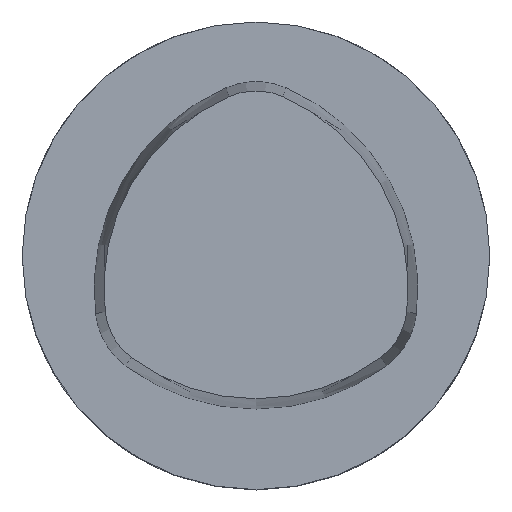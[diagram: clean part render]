
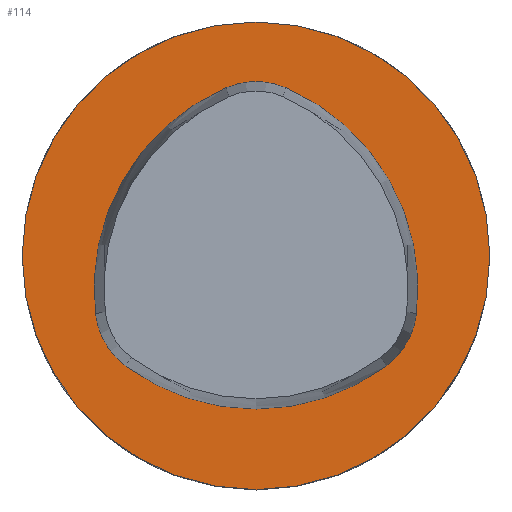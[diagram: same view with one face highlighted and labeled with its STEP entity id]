
A CAD part, top view. The second image highlights one B-rep face of the part: STEP entity #114.
In plain terms, the highlighted planar face has unit normal (0, 0, 1).
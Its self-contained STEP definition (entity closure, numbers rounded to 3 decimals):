
#77=CIRCLE('',#776,25.);
#114=ADVANCED_FACE('',(#189),#158,.T.);
#158=PLANE('',#783);
#189=FACE_OUTER_BOUND('',#236,.T.);
#236=EDGE_LOOP('',(#321));
#321=ORIENTED_EDGE('',*,*,#558,.T.);
#495=VERTEX_POINT('',#1113);
#558=EDGE_CURVE('',#495,#495,#77,.T.);
#776=AXIS2_PLACEMENT_3D('',#1112,#882,#883);
#783=AXIS2_PLACEMENT_3D('',#1133,#900,#901);
#882=DIRECTION('',(0.,0.,1.));
#883=DIRECTION('',(-1.,0.,0.));
#900=DIRECTION('',(0.,0.,1.));
#901=DIRECTION('',(-1.,0.,0.));
#1112=CARTESIAN_POINT('',(0.,0.,0.));
#1113=CARTESIAN_POINT('',(-25.,0.,0.));
#1133=CARTESIAN_POINT('',(0.,0.,0.));
